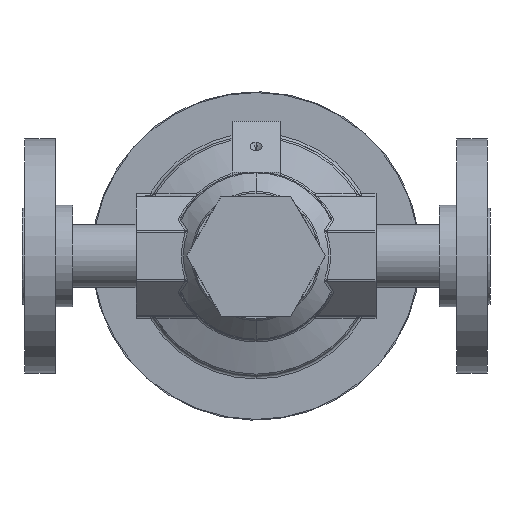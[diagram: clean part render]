
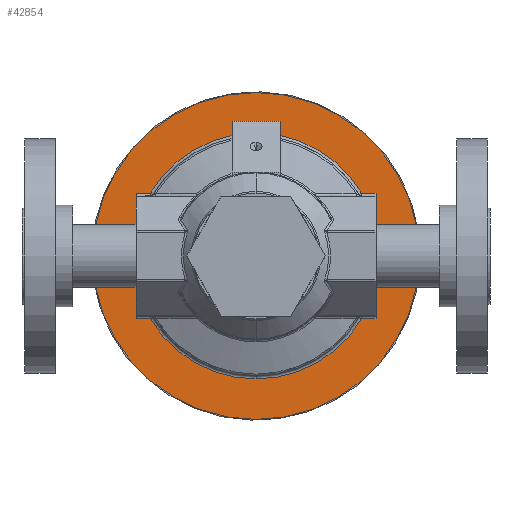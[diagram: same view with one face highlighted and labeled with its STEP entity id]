
A CAD part, front view. The second image highlights one B-rep face of the part: STEP entity #42854.
In plain terms, the highlighted planar face has unit normal (0, -1, 0).
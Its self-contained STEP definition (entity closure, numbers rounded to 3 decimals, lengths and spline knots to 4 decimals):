
#580 = DIRECTION ( 'NONE',  ( 1., 0., 0. ) ) ;
#1525 = ORIENTED_EDGE ( 'NONE', *, *, #44255, .T. ) ;
#1896 = CARTESIAN_POINT ( 'NONE',  ( 0., 1.22, -2.56 ) ) ;
#2848 = CARTESIAN_POINT ( 'NONE',  ( -2.5, 1.22, -1.35 ) ) ;
#3089 = CARTESIAN_POINT ( 'NONE',  ( 0., 1.22, 0. ) ) ;
#3332 = EDGE_CURVE ( 'NONE', #20201, #13615, #32463, .T. ) ;
#3365 = VECTOR ( 'NONE', #580, 39.3701 ) ;
#3584 = AXIS2_PLACEMENT_3D ( 'NONE', #32347, #11504, #35843 ) ;
#4675 = CARTESIAN_POINT ( 'NONE',  ( 0., 1.22, 0. ) ) ;
#4768 = PLANE ( 'NONE',  #5261 ) ;
#5080 = LINE ( 'NONE', #6463, #43192 ) ;
#5096 = DIRECTION ( 'NONE',  ( 0., 1., 0. ) ) ;
#5261 = AXIS2_PLACEMENT_3D ( 'NONE', #28909, #36058, #15197 ) ;
#5539 = VERTEX_POINT ( 'NONE', #39890 ) ;
#6180 = VERTEX_POINT ( 'NONE', #33478 ) ;
#6463 = CARTESIAN_POINT ( 'NONE',  ( 3.47, 1.22, -1.31 ) ) ;
#6577 = DIRECTION ( 'NONE',  ( 0., 0., -1. ) ) ;
#6690 = CIRCLE ( 'NONE', #10768, 3.405 ) ;
#7137 = ORIENTED_EDGE ( 'NONE', *, *, #26816, .T. ) ;
#7276 = CIRCLE ( 'NONE', #32617, 2.56 ) ;
#7597 = ORIENTED_EDGE ( 'NONE', *, *, #30950, .T. ) ;
#7633 = ORIENTED_EDGE ( 'NONE', *, *, #3332, .F. ) ;
#8005 = DIRECTION ( 'NONE',  ( 0., -1., 0. ) ) ;
#8158 = DIRECTION ( 'NONE',  ( 0., 0., -1. ) ) ;
#8560 = EDGE_LOOP ( 'NONE', ( #16550, #7597 ) ) ;
#8811 = DIRECTION ( 'NONE',  ( 0., 0., 1. ) ) ;
#9064 = DIRECTION ( 'NONE',  ( -1., 0., 0. ) ) ;
#9397 = ORIENTED_EDGE ( 'NONE', *, *, #41769, .T. ) ;
#9543 = DIRECTION ( 'NONE',  ( 0., -1., 0. ) ) ;
#10664 = VECTOR ( 'NONE', #8811, 39.3701 ) ;
#10768 = AXIS2_PLACEMENT_3D ( 'NONE', #28802, #8005, #32312 ) ;
#11504 = DIRECTION ( 'NONE',  ( 0., 1., 0. ) ) ;
#11758 = LINE ( 'NONE', #29620, #10664 ) ;
#12138 = VECTOR ( 'NONE', #33081, 39.3701 ) ;
#12766 = ORIENTED_EDGE ( 'NONE', *, *, #42584, .T. ) ;
#12857 = VECTOR ( 'NONE', #32631, 39.3701 ) ;
#13484 = CARTESIAN_POINT ( 'NONE',  ( -2.5, 1.22, 1.31 ) ) ;
#13615 = VERTEX_POINT ( 'NONE', #39540 ) ;
#13785 = LINE ( 'NONE', #2848, #23055 ) ;
#13806 = CARTESIAN_POINT ( 'NONE',  ( 0.5, 1.22, 2.8107 ) ) ;
#14049 = VERTEX_POINT ( 'NONE', #13484 ) ;
#14457 = CARTESIAN_POINT ( 'NONE',  ( 2.1994, 1.22, -1.31 ) ) ;
#14519 = EDGE_CURVE ( 'NONE', #35362, #5539, #18859, .T. ) ;
#15197 = DIRECTION ( 'NONE',  ( 0., 0., -1. ) ) ;
#16550 = ORIENTED_EDGE ( 'NONE', *, *, #16855, .T. ) ;
#16855 = EDGE_CURVE ( 'NONE', #34865, #29042, #40581, .T. ) ;
#17210 = ORIENTED_EDGE ( 'NONE', *, *, #14519, .T. ) ;
#17422 = CARTESIAN_POINT ( 'NONE',  ( -2.1994, 1.22, 1.31 ) ) ;
#18007 = ORIENTED_EDGE ( 'NONE', *, *, #24423, .T. ) ;
#18104 = FACE_BOUND ( 'NONE', #25638, .T. ) ;
#18859 = CIRCLE ( 'NONE', #3584, 2.56 ) ;
#19620 = EDGE_CURVE ( 'NONE', #21096, #14049, #13785, .T. ) ;
#20201 = VERTEX_POINT ( 'NONE', #43682 ) ;
#21096 = VERTEX_POINT ( 'NONE', #37263 ) ;
#22439 = CARTESIAN_POINT ( 'NONE',  ( -0.5, 1.22, 2.8107 ) ) ;
#22765 = VERTEX_POINT ( 'NONE', #17422 ) ;
#22985 = CIRCLE ( 'NONE', #31735, 2.56 ) ;
#23055 = VECTOR ( 'NONE', #23653, 39.3701 ) ;
#23411 = AXIS2_PLACEMENT_3D ( 'NONE', #30364, #9543, #33860 ) ;
#23603 = LINE ( 'NONE', #26397, #37746 ) ;
#23653 = DIRECTION ( 'NONE',  ( 0., 0., 1. ) ) ;
#24056 = VERTEX_POINT ( 'NONE', #31585 ) ;
#24423 = EDGE_CURVE ( 'NONE', #25972, #24056, #35659, .T. ) ;
#24752 = ORIENTED_EDGE ( 'NONE', *, *, #30356, .T. ) ;
#24874 = ORIENTED_EDGE ( 'NONE', *, *, #31183, .T. ) ;
#25638 = EDGE_LOOP ( 'NONE', ( #12766, #7633, #7137, #24874, #1525, #24752, #27684, #28989, #9397, #18007, #40877, #35389, #17210 ) ) ;
#25920 = CARTESIAN_POINT ( 'NONE',  ( 0., 1.22, 0. ) ) ;
#25972 = VERTEX_POINT ( 'NONE', #44741 ) ;
#26112 = CARTESIAN_POINT ( 'NONE',  ( 0.5, 1.22, 2.5107 ) ) ;
#26310 = VERTEX_POINT ( 'NONE', #28364 ) ;
#26397 = CARTESIAN_POINT ( 'NONE',  ( 3.47, 1.22, -1.31 ) ) ;
#26816 = EDGE_CURVE ( 'NONE', #20201, #29610, #23603, .T. ) ;
#27376 = DIRECTION ( 'NONE',  ( 0., 1., 0. ) ) ;
#27684 = ORIENTED_EDGE ( 'NONE', *, *, #19620, .T. ) ;
#28218 = CARTESIAN_POINT ( 'NONE',  ( 3.47, 1.22, 1.31 ) ) ;
#28364 = CARTESIAN_POINT ( 'NONE',  ( -2.1994, 1.22, -1.31 ) ) ;
#28802 = CARTESIAN_POINT ( 'NONE',  ( 0., 1.22, 0. ) ) ;
#28909 = CARTESIAN_POINT ( 'NONE',  ( 3.47, 1.22, 0. ) ) ;
#28956 = DIRECTION ( 'NONE',  ( 0., 1., 0. ) ) ;
#28989 = ORIENTED_EDGE ( 'NONE', *, *, #32963, .T. ) ;
#29042 = VERTEX_POINT ( 'NONE', #39867 ) ;
#29092 = VERTEX_POINT ( 'NONE', #1896 ) ;
#29381 = DIRECTION ( 'NONE',  ( 0., 0., -1. ) ) ;
#29494 = VECTOR ( 'NONE', #34672, 39.3701 ) ;
#29610 = VERTEX_POINT ( 'NONE', #14457 ) ;
#29620 = CARTESIAN_POINT ( 'NONE',  ( 0.5, 1.22, 2.8107 ) ) ;
#30356 = EDGE_CURVE ( 'NONE', #26310, #21096, #5080, .T. ) ;
#30364 = CARTESIAN_POINT ( 'NONE',  ( 0., 1.22, 0. ) ) ;
#30950 = EDGE_CURVE ( 'NONE', #29042, #34865, #6690, .T. ) ;
#31089 = LINE ( 'NONE', #28218, #3365 ) ;
#31183 = EDGE_CURVE ( 'NONE', #29610, #29092, #22985, .T. ) ;
#31585 = CARTESIAN_POINT ( 'NONE',  ( -0.5, 1.22, 2.8107 ) ) ;
#31735 = AXIS2_PLACEMENT_3D ( 'NONE', #25920, #5096, #29381 ) ;
#32218 = CIRCLE ( 'NONE', #40822, 2.56 ) ;
#32312 = DIRECTION ( 'NONE',  ( 0., 0., -1. ) ) ;
#32347 = CARTESIAN_POINT ( 'NONE',  ( 0., 1.22, 0. ) ) ;
#32463 = LINE ( 'NONE', #37203, #12857 ) ;
#32617 = AXIS2_PLACEMENT_3D ( 'NONE', #3089, #27376, #6577 ) ;
#32631 = DIRECTION ( 'NONE',  ( 0., 0., 1. ) ) ;
#32959 = DIRECTION ( 'NONE',  ( 0., 0., 1. ) ) ;
#32963 = EDGE_CURVE ( 'NONE', #14049, #22765, #31089, .T. ) ;
#33081 = DIRECTION ( 'NONE',  ( 1., 0., 0. ) ) ;
#33478 = CARTESIAN_POINT ( 'NONE',  ( 0.5, 1.22, 2.8107 ) ) ;
#33860 = DIRECTION ( 'NONE',  ( 0., 0., -1. ) ) ;
#34672 = DIRECTION ( 'NONE',  ( -1., 0., 0. ) ) ;
#34865 = VERTEX_POINT ( 'NONE', #44757 ) ;
#35362 = VERTEX_POINT ( 'NONE', #26112 ) ;
#35389 = ORIENTED_EDGE ( 'NONE', *, *, #36955, .F. ) ;
#35659 = LINE ( 'NONE', #22439, #43856 ) ;
#35843 = DIRECTION ( 'NONE',  ( 0., 0., -1. ) ) ;
#36058 = DIRECTION ( 'NONE',  ( 0., -1., 0. ) ) ;
#36955 = EDGE_CURVE ( 'NONE', #35362, #6180, #11758, .T. ) ;
#37203 = CARTESIAN_POINT ( 'NONE',  ( 2.5, 1.22, -1.35 ) ) ;
#37263 = CARTESIAN_POINT ( 'NONE',  ( -2.5, 1.22, -1.31 ) ) ;
#37746 = VECTOR ( 'NONE', #9064, 39.3701 ) ;
#38754 = LINE ( 'NONE', #13806, #29494 ) ;
#39540 = CARTESIAN_POINT ( 'NONE',  ( 2.5, 1.22, 1.31 ) ) ;
#39867 = CARTESIAN_POINT ( 'NONE',  ( 0., 1.22, 3.405 ) ) ;
#39890 = CARTESIAN_POINT ( 'NONE',  ( 2.1994, 1.22, 1.31 ) ) ;
#39901 = CARTESIAN_POINT ( 'NONE',  ( 3.47, 1.22, 1.31 ) ) ;
#40581 = CIRCLE ( 'NONE', #23411, 3.405 ) ;
#40822 = AXIS2_PLACEMENT_3D ( 'NONE', #4675, #28956, #8158 ) ;
#40877 = ORIENTED_EDGE ( 'NONE', *, *, #43873, .F. ) ;
#41769 = EDGE_CURVE ( 'NONE', #22765, #25972, #7276, .T. ) ;
#42584 = EDGE_CURVE ( 'NONE', #5539, #13615, #44849, .T. ) ;
#42854 = ADVANCED_FACE ( 'NONE', ( #18104, #43740 ), #4768, .T. ) ;
#43192 = VECTOR ( 'NONE', #44798, 39.3701 ) ;
#43682 = CARTESIAN_POINT ( 'NONE',  ( 2.5, 1.22, -1.31 ) ) ;
#43740 = FACE_OUTER_BOUND ( 'NONE', #8560, .T. ) ;
#43856 = VECTOR ( 'NONE', #32959, 39.3701 ) ;
#43873 = EDGE_CURVE ( 'NONE', #6180, #24056, #38754, .T. ) ;
#44255 = EDGE_CURVE ( 'NONE', #29092, #26310, #32218, .T. ) ;
#44741 = CARTESIAN_POINT ( 'NONE',  ( -0.5, 1.22, 2.5107 ) ) ;
#44757 = CARTESIAN_POINT ( 'NONE',  ( 0., 1.22, -3.405 ) ) ;
#44798 = DIRECTION ( 'NONE',  ( -1., 0., 0. ) ) ;
#44849 = LINE ( 'NONE', #39901, #12138 ) ;
